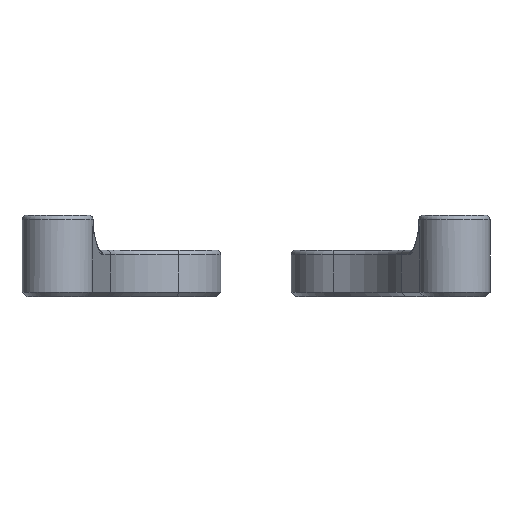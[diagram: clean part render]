
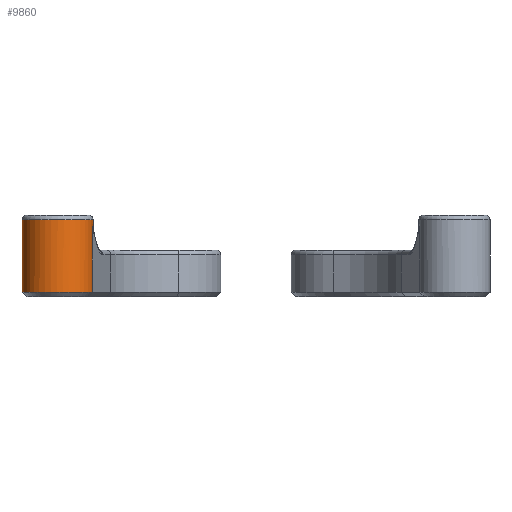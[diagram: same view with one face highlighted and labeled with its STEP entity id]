
A CAD part, front view. The second image highlights one B-rep face of the part: STEP entity #9860.
In plain terms, the highlighted cylindrical face has radius 3.05 mm (diameter 6.1 mm), a full revolution.
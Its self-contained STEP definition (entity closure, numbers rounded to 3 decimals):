
#45=CYLINDRICAL_SURFACE('',#10404,3.05);
#154=CIRCLE('',#10392,3.05);
#155=CIRCLE('',#10393,3.05);
#161=CIRCLE('',#10405,3.05);
#162=CIRCLE('',#10406,3.05);
#1006=FACE_OUTER_BOUND('',#1589,.T.);
#1589=EDGE_LOOP('',(#7573,#7574,#7575,#7576,#7577,#7578,#7579,#7580));
#2426=LINE('',#14903,#3428);
#2429=LINE('',#14919,#3431);
#2430=LINE('',#14921,#3432);
#3428=VECTOR('',#11641,10.);
#3431=VECTOR('',#11648,3.05);
#3432=VECTOR('',#11649,10.);
#4386=VERTEX_POINT('',#14861);
#4390=VERTEX_POINT('',#14873);
#4391=VERTEX_POINT('',#14875);
#4399=VERTEX_POINT('',#14902);
#4402=VERTEX_POINT('',#14917);
#4403=VERTEX_POINT('',#14920);
#5529=EDGE_CURVE('',#4386,#4390,#154,.T.);
#5530=EDGE_CURVE('',#4390,#4391,#155,.T.);
#5544=EDGE_CURVE('',#4391,#4399,#2426,.T.);
#5548=EDGE_CURVE('',#4402,#4402,#161,.T.);
#5549=EDGE_CURVE('',#4402,#4390,#2429,.T.);
#5550=EDGE_CURVE('',#4386,#4403,#2430,.T.);
#5551=EDGE_CURVE('',#4399,#4403,#162,.T.);
#7573=ORIENTED_EDGE('',*,*,#5548,.F.);
#7574=ORIENTED_EDGE('',*,*,#5549,.T.);
#7575=ORIENTED_EDGE('',*,*,#5529,.F.);
#7576=ORIENTED_EDGE('',*,*,#5550,.T.);
#7577=ORIENTED_EDGE('',*,*,#5551,.F.);
#7578=ORIENTED_EDGE('',*,*,#5544,.F.);
#7579=ORIENTED_EDGE('',*,*,#5530,.F.);
#7580=ORIENTED_EDGE('',*,*,#5549,.F.);
#9860=ADVANCED_FACE('',(#1006),#45,.T.);
#10392=AXIS2_PLACEMENT_3D('',#14874,#11609,#11610);
#10393=AXIS2_PLACEMENT_3D('',#14876,#11611,#11612);
#10404=AXIS2_PLACEMENT_3D('',#14916,#11644,#11645);
#10405=AXIS2_PLACEMENT_3D('',#14918,#11646,#11647);
#10406=AXIS2_PLACEMENT_3D('',#14922,#11650,#11651);
#11609=DIRECTION('center_axis',(0.,0.,-1.));
#11610=DIRECTION('ref_axis',(-1.,0.,0.));
#11611=DIRECTION('center_axis',(0.,0.,-1.));
#11612=DIRECTION('ref_axis',(-1.,0.,0.));
#11641=DIRECTION('',(0.,0.,1.));
#11644=DIRECTION('center_axis',(0.,0.,1.));
#11645=DIRECTION('ref_axis',(1.,0.,0.));
#11646=DIRECTION('center_axis',(0.,0.,1.));
#11647=DIRECTION('ref_axis',(1.,0.,0.));
#11648=DIRECTION('',(0.,0.,-1.));
#11649=DIRECTION('',(0.,0.,1.));
#11650=DIRECTION('center_axis',(0.,0.,-1.));
#11651=DIRECTION('ref_axis',(0.207,0.978,0.));
#14861=CARTESIAN_POINT('',(67.585,-8.597,0.4));
#14873=CARTESIAN_POINT('',(61.552,-7.964,0.4));
#14874=CARTESIAN_POINT('Origin',(64.602,-7.964,0.4));
#14875=CARTESIAN_POINT('',(61.618,-7.332,0.4));
#14876=CARTESIAN_POINT('Origin',(64.602,-7.964,0.4));
#14902=CARTESIAN_POINT('',(61.618,-7.332,6.));
#14903=CARTESIAN_POINT('',(61.618,-7.332,0.));
#14916=CARTESIAN_POINT('Origin',(64.602,-7.964,0.));
#14917=CARTESIAN_POINT('',(61.552,-7.964,6.6));
#14918=CARTESIAN_POINT('Origin',(64.602,-7.964,6.6));
#14919=CARTESIAN_POINT('',(61.552,-7.964,0.));
#14920=CARTESIAN_POINT('',(67.585,-8.597,6.));
#14921=CARTESIAN_POINT('',(67.585,-8.597,0.));
#14922=CARTESIAN_POINT('Origin',(64.602,-7.964,6.));
